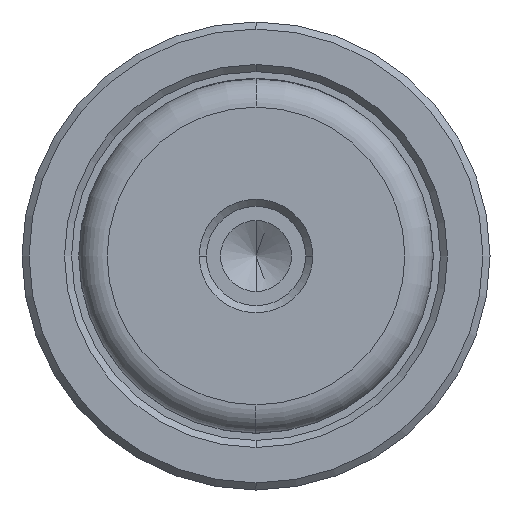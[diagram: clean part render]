
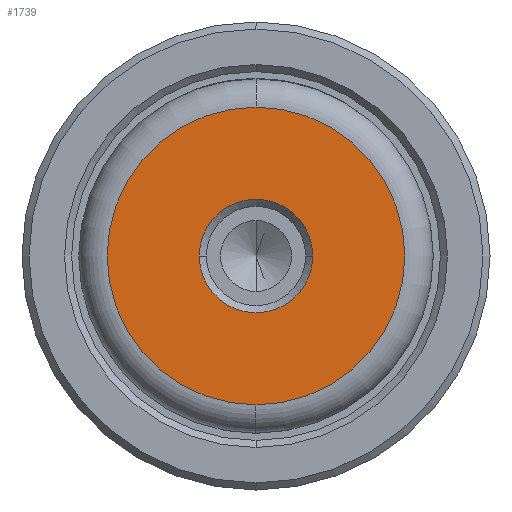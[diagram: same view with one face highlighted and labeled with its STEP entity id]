
A CAD part, left-side view. The second image highlights one B-rep face of the part: STEP entity #1739.
In plain terms, the highlighted planar face has unit normal (-1, 0, 0).
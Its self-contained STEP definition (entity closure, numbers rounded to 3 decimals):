
#151 = DIRECTION ( 'NONE',  ( -1., 0., 0. ) ) ;
#163 = EDGE_LOOP ( 'NONE', ( #575, #1902 ) ) ;
#332 = CARTESIAN_POINT ( 'NONE',  ( 0., -4., 0. ) ) ;
#379 = EDGE_LOOP ( 'NONE', ( #1595, #1451 ) ) ;
#495 = FACE_OUTER_BOUND ( 'NONE', #163, .T. ) ;
#559 = EDGE_CURVE ( 'NONE', #1555, #1350, #1153, .T. ) ;
#575 = ORIENTED_EDGE ( 'NONE', *, *, #2413, .T. ) ;
#868 = CARTESIAN_POINT ( 'NONE',  ( 0., 0., 0. ) ) ;
#921 = DIRECTION ( 'NONE',  ( 1., 0., 0. ) ) ;
#932 = EDGE_CURVE ( 'NONE', #1350, #1555, #2421, .T. ) ;
#984 = DIRECTION ( 'NONE',  ( 1., 0., 0. ) ) ;
#1047 = CARTESIAN_POINT ( 'NONE',  ( 0., 0., 0. ) ) ;
#1060 = VERTEX_POINT ( 'NONE', #1977 ) ;
#1068 = DIRECTION ( 'NONE',  ( 0., 0., 1. ) ) ;
#1153 = CIRCLE ( 'NONE', #1501, 4. ) ;
#1244 = DIRECTION ( 'NONE',  ( 0., 0., 1. ) ) ;
#1289 = AXIS2_PLACEMENT_3D ( 'NONE', #2065, #921, #2254 ) ;
#1292 = CARTESIAN_POINT ( 'NONE',  ( 0., 0., 0. ) ) ;
#1350 = VERTEX_POINT ( 'NONE', #332 ) ;
#1444 = FACE_BOUND ( 'NONE', #379, .T. ) ;
#1451 = ORIENTED_EDGE ( 'NONE', *, *, #559, .T. ) ;
#1479 = DIRECTION ( 'NONE',  ( 0., 0., 1. ) ) ;
#1501 = AXIS2_PLACEMENT_3D ( 'NONE', #2124, #984, #2319 ) ;
#1555 = VERTEX_POINT ( 'NONE', #1598 ) ;
#1574 = EDGE_CURVE ( 'NONE', #1060, #1584, #1731, .T. ) ;
#1584 = VERTEX_POINT ( 'NONE', #1630 ) ;
#1595 = ORIENTED_EDGE ( 'NONE', *, *, #932, .T. ) ;
#1598 = CARTESIAN_POINT ( 'NONE',  ( 0., 4., 0. ) ) ;
#1609 = AXIS2_PLACEMENT_3D ( 'NONE', #1047, #2384, #1244 ) ;
#1630 = CARTESIAN_POINT ( 'NONE',  ( 0., 0., 10.497 ) ) ;
#1633 = AXIS2_PLACEMENT_3D ( 'NONE', #1292, #151, #1479 ) ;
#1678 = AXIS2_PLACEMENT_3D ( 'NONE', #868, #2201, #1068 ) ;
#1731 = CIRCLE ( 'NONE', #1678, 10.497 ) ;
#1739 = ADVANCED_FACE ( 'NONE', ( #1444, #495 ), #2434, .T. ) ;
#1902 = ORIENTED_EDGE ( 'NONE', *, *, #1574, .T. ) ;
#1977 = CARTESIAN_POINT ( 'NONE',  ( 0., 0., -10.497 ) ) ;
#2065 = CARTESIAN_POINT ( 'NONE',  ( 0., 0., 0. ) ) ;
#2124 = CARTESIAN_POINT ( 'NONE',  ( 0., 0., 0. ) ) ;
#2201 = DIRECTION ( 'NONE',  ( -1., 0., 0. ) ) ;
#2254 = DIRECTION ( 'NONE',  ( 0., 0., 1. ) ) ;
#2319 = DIRECTION ( 'NONE',  ( 0., 0., 1. ) ) ;
#2384 = DIRECTION ( 'NONE',  ( -1., 0., 0. ) ) ;
#2413 = EDGE_CURVE ( 'NONE', #1584, #1060, #2477, .T. ) ;
#2421 = CIRCLE ( 'NONE', #1289, 4. ) ;
#2434 = PLANE ( 'NONE',  #1633 ) ;
#2477 = CIRCLE ( 'NONE', #1609, 10.497 ) ;
